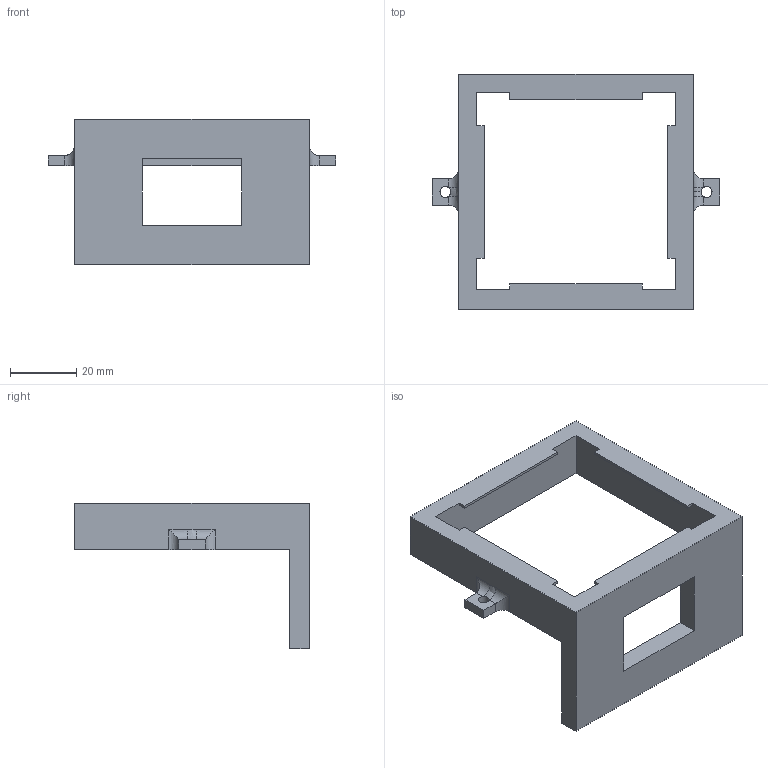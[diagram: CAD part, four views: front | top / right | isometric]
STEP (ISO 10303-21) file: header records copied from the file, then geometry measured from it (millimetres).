
FILE_DESCRIPTION(('STEP AP203'), '1');
FILE_NAME('ÂåðõÊðåïëåíèÿËèäàðà', '', ('UNSPECIFIED'), ('UNSPECIFIED'), 'C3D Converter', 'C3D Toolkit', '');
FILE_SCHEMA(('CONFIG_CONTROL_DESIGN'));
Length unit declared in the file: millimetre
Bounding box: 87 x 71 x 44 mm (x, y, z)
Volume: 30436.2 mm3; surface area: 15318.3 mm2
Topology: 1 solids, 1 shells, 52 faces, 150 edges, 97 vertices
Faces by surface type: plane 39, cylinder 10, bspline 3
Full cylindrical faces by diameter (mm): 3.3 x2
Entity records: 2055 total; most frequent: CARTESIAN_POINT 670, ORIENTED_EDGE 296, DIRECTION 250, EDGE_CURVE 148, LINE 124, VECTOR 124, VERTEX_POINT 97, AXIS2_PLACEMENT_3D 63
